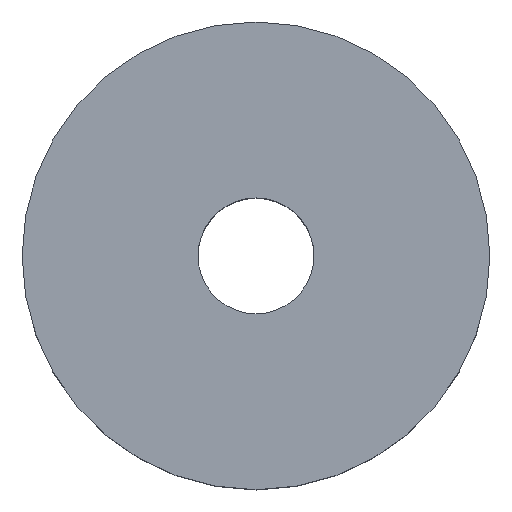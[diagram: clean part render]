
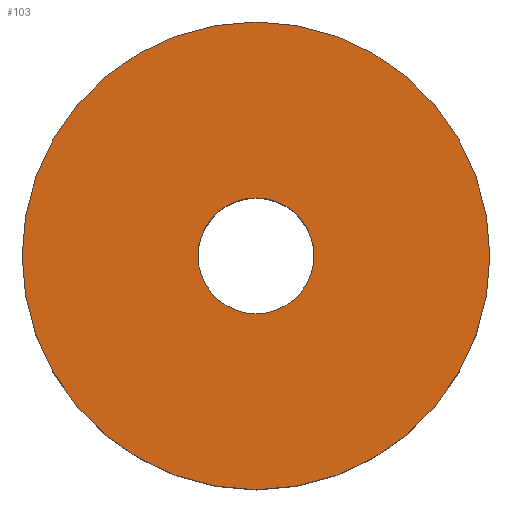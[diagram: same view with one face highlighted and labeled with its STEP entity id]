
A CAD part, top view. The second image highlights one B-rep face of the part: STEP entity #103.
In plain terms, the highlighted planar face has unit normal (0, 0, 1).
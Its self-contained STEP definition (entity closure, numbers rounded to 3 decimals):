
#103=ADVANCED_FACE('',(#206,#208),#210,.T.);
#206=FACE_BOUND('',#207,.T.);
#207=EDGE_LOOP('',(#272));
#208=FACE_BOUND('',#209,.T.);
#209=EDGE_LOOP('',(#273));
#210=PLANE('',#211);
#211=AXIS2_PLACEMENT_3D('',#212,#213,#214);
#212=CARTESIAN_POINT('',(0.,0.,17.));
#213=DIRECTION('',(0.,0.,1.));
#214=DIRECTION('',(-0.,-1.,0.));
#272=ORIENTED_EDGE('',*,*,#291,.T.);
#273=ORIENTED_EDGE('',*,*,#287,.T.);
#287=EDGE_CURVE('',#302,#302,#303,.F.);
#291=EDGE_CURVE('',#310,#310,#311,.T.);
#302=VERTEX_POINT('',#399);
#303=CIRCLE('',#400,4.);
#310=VERTEX_POINT('',#483);
#311=CIRCLE('',#484,16.15);
#399=CARTESIAN_POINT('',(-4.,0.,17.));
#400=AXIS2_PLACEMENT_3D('',#401,#402,#403);
#401=CARTESIAN_POINT('',(0.,0.,17.));
#402=DIRECTION('',(0.,0.,1.));
#403=DIRECTION('',(-1.,0.,0.));
#483=CARTESIAN_POINT('',(0.,-16.15,17.));
#484=AXIS2_PLACEMENT_3D('',#485,#486,#487);
#485=CARTESIAN_POINT('',(0.,0.,17.));
#486=DIRECTION('',(0.,0.,1.));
#487=DIRECTION('',(0.,-1.,0.));
